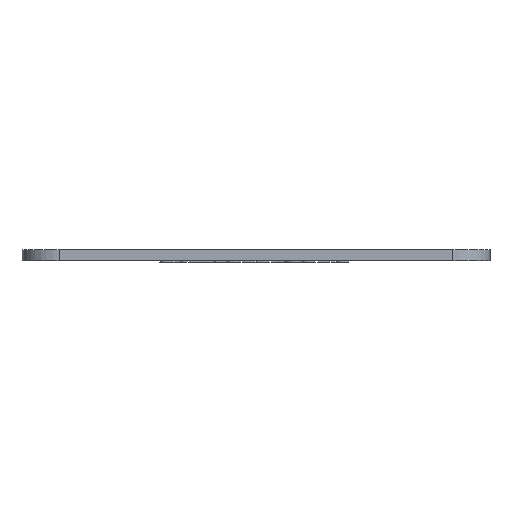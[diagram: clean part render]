
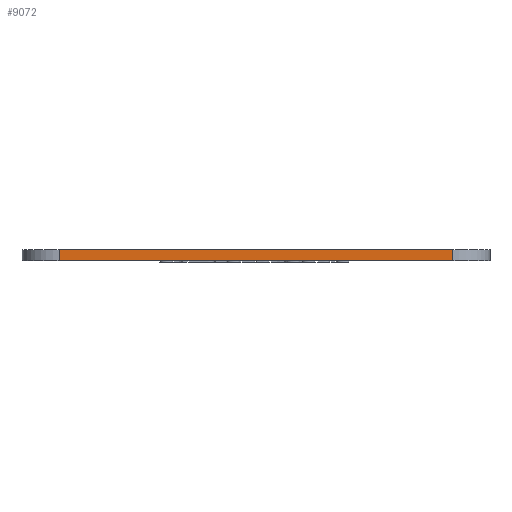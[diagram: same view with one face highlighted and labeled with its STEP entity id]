
A CAD part, front view. The second image highlights one B-rep face of the part: STEP entity #9072.
In plain terms, the highlighted planar face has unit normal (0, -1, 0).
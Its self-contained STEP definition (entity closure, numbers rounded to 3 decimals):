
#367=PLANE('',#9387);
#828=FACE_OUTER_BOUND('',#1355,.T.);
#1355=EDGE_LOOP('',(#8206,#8207,#8208,#8209));
#1440=LINE('',#11458,#2305);
#2208=LINE('',#17027,#3073);
#2209=LINE('',#17030,#3074);
#2210=LINE('',#17031,#3075);
#2305=VECTOR('',#9503,10.);
#3073=VECTOR('',#10769,10.);
#3074=VECTOR('',#10772,10.);
#3075=VECTOR('',#10773,10.);
#3604=VERTEX_POINT('',#11455);
#3605=VERTEX_POINT('',#11457);
#4397=VERTEX_POINT('',#17025);
#4398=VERTEX_POINT('',#17029);
#4514=EDGE_CURVE('',#3604,#3605,#1440,.T.);
#5683=EDGE_CURVE('',#3605,#4397,#2208,.T.);
#5684=EDGE_CURVE('',#4398,#3604,#2209,.T.);
#5685=EDGE_CURVE('',#4397,#4398,#2210,.T.);
#8206=ORIENTED_EDGE('',*,*,#5683,.F.);
#8207=ORIENTED_EDGE('',*,*,#4514,.F.);
#8208=ORIENTED_EDGE('',*,*,#5684,.F.);
#8209=ORIENTED_EDGE('',*,*,#5685,.F.);
#9072=ADVANCED_FACE('',(#828),#367,.T.);
#9387=AXIS2_PLACEMENT_3D('',#17028,#10770,#10771);
#9503=DIRECTION('',(-1.,0.,0.));
#10769=DIRECTION('',(0.,0.,1.));
#10770=DIRECTION('center_axis',(0.,-1.,0.));
#10771=DIRECTION('ref_axis',(1.,0.,0.));
#10772=DIRECTION('',(0.,0.,-1.));
#10773=DIRECTION('',(1.,0.,0.));
#11455=CARTESIAN_POINT('',(31.733,-26.37,0.));
#11457=CARTESIAN_POINT('',(-21.267,-26.37,0.));
#11458=CARTESIAN_POINT('',(36.733,-26.37,0.));
#17025=CARTESIAN_POINT('',(-21.267,-26.37,1.5));
#17027=CARTESIAN_POINT('',(-21.267,-26.37,0.));
#17028=CARTESIAN_POINT('Origin',(-26.267,-26.37,0.));
#17029=CARTESIAN_POINT('',(31.733,-26.37,1.5));
#17030=CARTESIAN_POINT('',(31.733,-26.37,0.));
#17031=CARTESIAN_POINT('',(36.733,-26.37,1.5));
